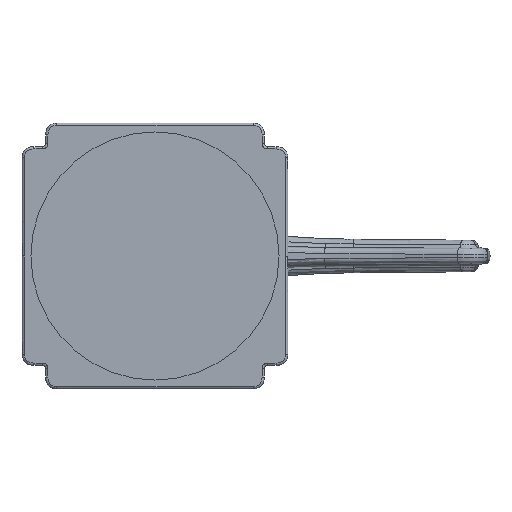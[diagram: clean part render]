
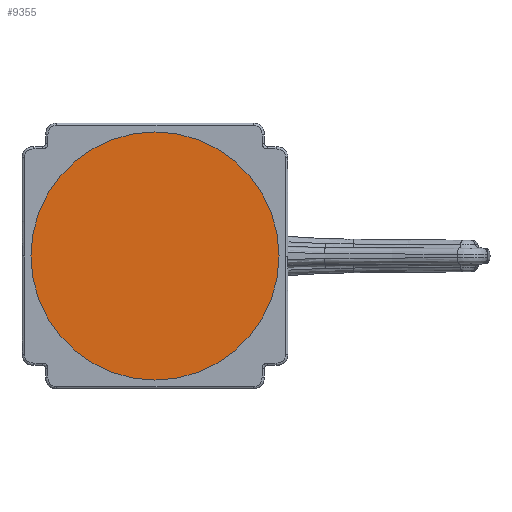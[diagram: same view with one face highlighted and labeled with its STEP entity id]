
A CAD part, front view. The second image highlights one B-rep face of the part: STEP entity #9355.
In plain terms, the highlighted planar face has unit normal (0, -1, 0).
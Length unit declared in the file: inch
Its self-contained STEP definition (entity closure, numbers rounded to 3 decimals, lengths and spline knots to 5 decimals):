
#3014=CARTESIAN_POINT('',(0.,-1.656,0.));
#3015=DIRECTION('',(0.,-1.,0.));
#3016=DIRECTION('',(1.,0.,0.));
#3017=AXIS2_PLACEMENT_3D('',#3014,#3015,#3016);
#3023=CARTESIAN_POINT('',(0.,-1.656,0.));
#3024=DIRECTION('',(0.,-1.,0.));
#3025=DIRECTION('',(-1.,0.,0.));
#3026=AXIS2_PLACEMENT_3D('',#3023,#3024,#3025);
#3507=CARTESIAN_POINT('',(1.025,-1.656,0.));
#3508=CARTESIAN_POINT('',(-1.025,-1.656,0.));
#3509=VERTEX_POINT('',#3507);
#3510=VERTEX_POINT('',#3508);
#9345=CARTESIAN_POINT('',(0.,-1.656,0.));
#9346=DIRECTION('',(0.,-1.,0.));
#9347=DIRECTION('',(1.,0.,0.));
#9348=AXIS2_PLACEMENT_3D('',#9345,#9346,#9347);
#9349=PLANE('',#9348);
#9350=ORIENTED_EDGE('',*,*,#9335,.F.);
#9352=ORIENTED_EDGE('',*,*,#9351,.F.);
#9353=EDGE_LOOP('',(#9350,#9352));
#9354=FACE_OUTER_BOUND('',#9353,.F.);
#9355=ADVANCED_FACE('',(#9354),#9349,.T.);
#3018=CIRCLE('',#3017,1.025);
#3027=CIRCLE('',#3026,1.025);
#9335=EDGE_CURVE('',#3509,#3510,#3018,.T.);
#9351=EDGE_CURVE('',#3510,#3509,#3027,.T.);
